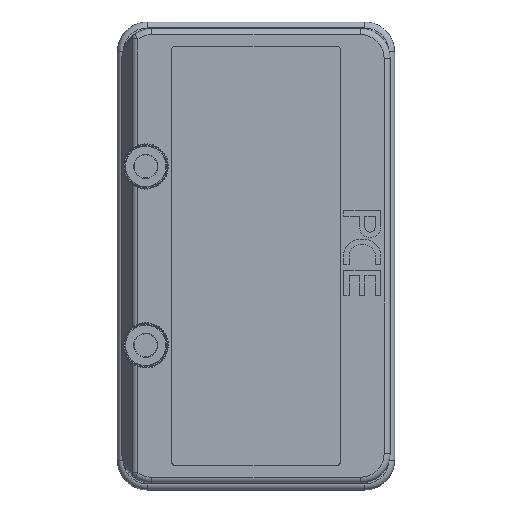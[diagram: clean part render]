
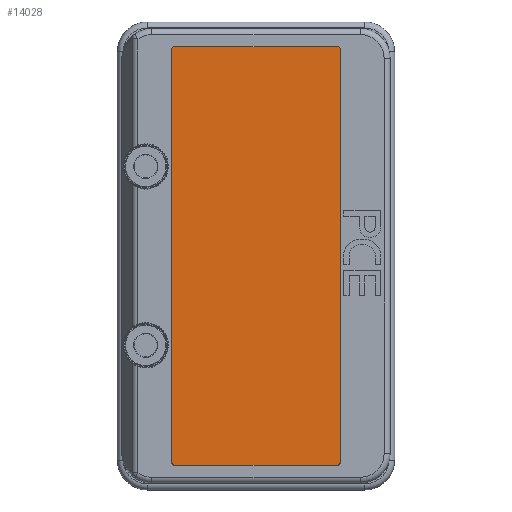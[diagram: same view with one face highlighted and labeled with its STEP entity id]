
A CAD part, top view. The second image highlights one B-rep face of the part: STEP entity #14028.
In plain terms, the highlighted planar face has unit normal (0, 0, 1).
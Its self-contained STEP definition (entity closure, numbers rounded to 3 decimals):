
#415 = ORIENTED_EDGE ( 'NONE', *, *, #3621, .T. ) ;
#613 = EDGE_CURVE ( 'NONE', #23902, #1427, #29088, .T. ) ;
#1174 = ORIENTED_EDGE ( 'NONE', *, *, #17772, .F. ) ;
#1212 = CARTESIAN_POINT ( 'NONE',  ( -52.589, -54.433, 13.673 ) ) ;
#1427 = VERTEX_POINT ( 'NONE', #30189 ) ;
#1741 = CARTESIAN_POINT ( 'NONE',  ( 2.911, -55.433, 13.654 ) ) ;
#2084 = AXIS2_PLACEMENT_3D ( 'NONE', #11264, #27913, #13644 ) ;
#2879 = DIRECTION ( 'NONE',  ( 1., 0., 0. ) ) ;
#2996 = ORIENTED_EDGE ( 'NONE', *, *, #27915, .T. ) ;
#3053 = VECTOR ( 'NONE', #15872, 1000. ) ;
#3483 = DIRECTION ( 'NONE',  ( 0., 0., 1. ) ) ;
#3621 = EDGE_CURVE ( 'NONE', #4679, #24291, #22064, .T. ) ;
#4679 = VERTEX_POINT ( 'NONE', #10317 ) ;
#4871 = ORIENTED_EDGE ( 'NONE', *, *, #15969, .F. ) ;
#5732 = VECTOR ( 'NONE', #27634, 1000. ) ;
#6259 = CARTESIAN_POINT ( 'NONE',  ( 3.911, 84.067, 13.654 ) ) ;
#6262 = AXIS2_PLACEMENT_3D ( 'NONE', #22390, #21862, #20288 ) ;
#6305 = CARTESIAN_POINT ( 'NONE',  ( -52.589, 84.067, 13.673 ) ) ;
#6734 = LINE ( 'NONE', #12363, #12319 ) ;
#8572 = VERTEX_POINT ( 'NONE', #22526 ) ;
#9000 = EDGE_CURVE ( 'NONE', #18453, #4679, #23816, .T. ) ;
#9052 = VECTOR ( 'NONE', #22935, 1000. ) ;
#9996 = EDGE_CURVE ( 'NONE', #13646, #8572, #20383, .T. ) ;
#10188 = CARTESIAN_POINT ( 'NONE',  ( -51.589, 84.067, 13.673 ) ) ;
#10317 = CARTESIAN_POINT ( 'NONE',  ( -52.589, 84.067, 13.673 ) ) ;
#11264 = CARTESIAN_POINT ( 'NONE',  ( 2.911, -54.433, 13.654 ) ) ;
#11397 = EDGE_CURVE ( 'NONE', #24291, #11810, #26262, .T. ) ;
#11557 = ORIENTED_EDGE ( 'NONE', *, *, #11397, .T. ) ;
#11810 = VERTEX_POINT ( 'NONE', #21868 ) ;
#12319 = VECTOR ( 'NONE', #2879, 1000. ) ;
#12363 = CARTESIAN_POINT ( 'NONE',  ( -51.589, 85.067, 13.673 ) ) ;
#12576 = DIRECTION ( 'NONE',  ( -1., 0., 0. ) ) ;
#13064 = ORIENTED_EDGE ( 'NONE', *, *, #9000, .T. ) ;
#13619 = CARTESIAN_POINT ( 'NONE',  ( 2.911, 84.067, 13.654 ) ) ;
#13644 = DIRECTION ( 'NONE',  ( -1., 0., 0. ) ) ;
#13646 = VERTEX_POINT ( 'NONE', #18317 ) ;
#14028 = ADVANCED_FACE ( 'NONE', ( #26930 ), #25531, .T. ) ;
#14780 = AXIS2_PLACEMENT_3D ( 'NONE', #17747, #3483, #20124 ) ;
#15872 = DIRECTION ( 'NONE',  ( 0., -1., 0. ) ) ;
#15969 = EDGE_CURVE ( 'NONE', #13646, #1427, #27306, .T. ) ;
#16034 = DIRECTION ( 'NONE',  ( -1., 0., 0. ) ) ;
#16819 = AXIS2_PLACEMENT_3D ( 'NONE', #13619, #30252, #16034 ) ;
#17747 = CARTESIAN_POINT ( 'NONE',  ( -51.589, -54.433, 13.673 ) ) ;
#17772 = EDGE_CURVE ( 'NONE', #18453, #8572, #6734, .T. ) ;
#18256 = CARTESIAN_POINT ( 'NONE',  ( -51.589, 85.067, 13.673 ) ) ;
#18317 = CARTESIAN_POINT ( 'NONE',  ( 3.911, 84.067, 13.654 ) ) ;
#18453 = VERTEX_POINT ( 'NONE', #18256 ) ;
#20124 = DIRECTION ( 'NONE',  ( -1., 0., 0. ) ) ;
#20188 = AXIS2_PLACEMENT_3D ( 'NONE', #10188, #26841, #12576 ) ;
#20288 = DIRECTION ( 'NONE',  ( -1., 0., 0. ) ) ;
#20383 = CIRCLE ( 'NONE', #16819, 1. ) ;
#21862 = DIRECTION ( 'NONE',  ( 0., 0., 1. ) ) ;
#21868 = CARTESIAN_POINT ( 'NONE',  ( -51.589, -55.433, 13.673 ) ) ;
#22064 = LINE ( 'NONE', #6305, #3053 ) ;
#22390 = CARTESIAN_POINT ( 'NONE',  ( 2.911, -54.433, 13.654 ) ) ;
#22526 = CARTESIAN_POINT ( 'NONE',  ( 2.911, 85.067, 13.654 ) ) ;
#22935 = DIRECTION ( 'NONE',  ( 0., -1., 0. ) ) ;
#22955 = CARTESIAN_POINT ( 'NONE',  ( -51.589, -55.433, 13.673 ) ) ;
#23816 = CIRCLE ( 'NONE', #20188, 1. ) ;
#23902 = VERTEX_POINT ( 'NONE', #1741 ) ;
#24291 = VERTEX_POINT ( 'NONE', #1212 ) ;
#24664 = ORIENTED_EDGE ( 'NONE', *, *, #613, .T. ) ;
#24770 = LINE ( 'NONE', #22955, #5732 ) ;
#25531 = PLANE ( 'NONE',  #2084 ) ;
#26262 = CIRCLE ( 'NONE', #14780, 1. ) ;
#26841 = DIRECTION ( 'NONE',  ( 0., 0., 1. ) ) ;
#26930 = FACE_OUTER_BOUND ( 'NONE', #27854, .T. ) ;
#27306 = LINE ( 'NONE', #6259, #9052 ) ;
#27634 = DIRECTION ( 'NONE',  ( 1., 0., 0. ) ) ;
#27854 = EDGE_LOOP ( 'NONE', ( #24664, #4871, #27966, #1174, #13064, #415, #11557, #2996 ) ) ;
#27913 = DIRECTION ( 'NONE',  ( 0., 0., 1. ) ) ;
#27915 = EDGE_CURVE ( 'NONE', #11810, #23902, #24770, .T. ) ;
#27966 = ORIENTED_EDGE ( 'NONE', *, *, #9996, .T. ) ;
#29088 = CIRCLE ( 'NONE', #6262, 1. ) ;
#30189 = CARTESIAN_POINT ( 'NONE',  ( 3.911, -54.433, 13.654 ) ) ;
#30252 = DIRECTION ( 'NONE',  ( 0., 0., 1. ) ) ;
